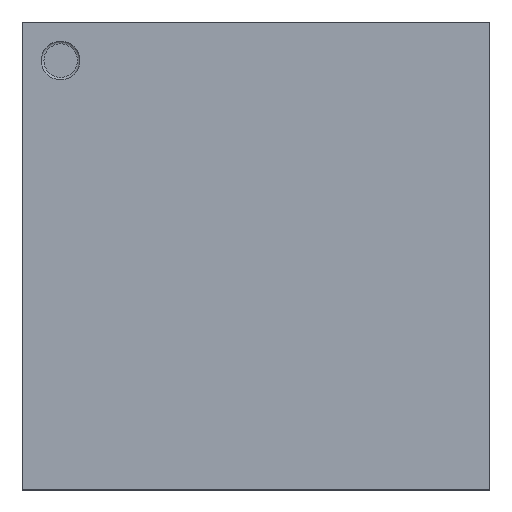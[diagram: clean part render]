
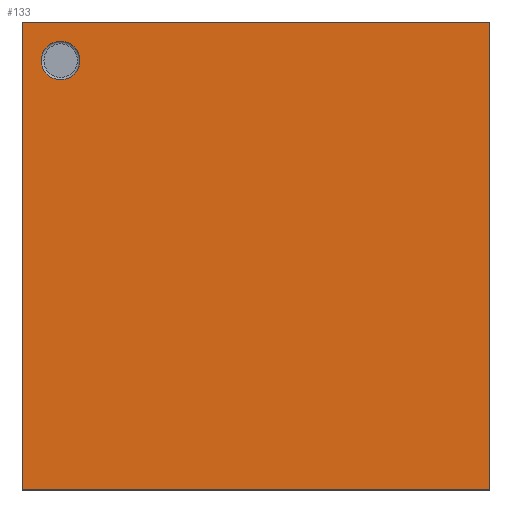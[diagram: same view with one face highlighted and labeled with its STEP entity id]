
A CAD part, top view. The second image highlights one B-rep face of the part: STEP entity #133.
In plain terms, the highlighted planar face has unit normal (0, 0, 1).
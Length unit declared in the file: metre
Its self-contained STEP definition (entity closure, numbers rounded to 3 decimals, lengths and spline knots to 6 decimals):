
#14=CIRCLE('',#156,0.000375);
#35=ORIENTED_EDGE('',*,*,#49,.F.);
#36=ORIENTED_EDGE('',*,*,#53,.T.);
#37=ORIENTED_EDGE('',*,*,#56,.T.);
#38=ORIENTED_EDGE('',*,*,#58,.F.);
#39=ORIENTED_EDGE('',*,*,#60,.F.);
#49=EDGE_CURVE('',#64,#65,#75,.T.);
#53=EDGE_CURVE('',#64,#67,#79,.T.);
#56=EDGE_CURVE('',#67,#69,#82,.T.);
#58=EDGE_CURVE('',#65,#69,#84,.T.);
#60=EDGE_CURVE('',#71,#71,#14,.T.);
#64=VERTEX_POINT('',#206);
#65=VERTEX_POINT('',#208);
#67=VERTEX_POINT('',#214);
#69=VERTEX_POINT('',#220);
#71=VERTEX_POINT('',#229);
#75=LINE('',#207,#87);
#79=LINE('',#215,#91);
#82=LINE('',#221,#94);
#84=LINE('',#224,#96);
#87=VECTOR('',#168,1.);
#91=VECTOR('',#174,1.);
#94=VECTOR('',#179,1.);
#96=VECTOR('',#183,1.);
#103=EDGE_LOOP('',(#35,#36,#37,#38));
#104=EDGE_LOOP('',(#39));
#115=FACE_BOUND('',#103,.T.);
#116=FACE_BOUND('',#104,.T.);
#125=PLANE('',#157);
#133=ADVANCED_FACE('',(#115,#116),#125,.T.);
#156=AXIS2_PLACEMENT_3D('',#228,#188,#189);
#157=AXIS2_PLACEMENT_3D('',#230,#190,#191);
#168=DIRECTION('',(0.,-1.,0.));
#174=DIRECTION('',(-1.,0.,0.));
#179=DIRECTION('',(0.,-1.,0.));
#183=DIRECTION('',(-1.,0.,0.));
#188=DIRECTION('',(0.,0.,1.));
#189=DIRECTION('',(1.,0.,0.));
#190=DIRECTION('',(0.,0.,1.));
#191=DIRECTION('',(1.,0.,0.));
#206=CARTESIAN_POINT('',(0.00455,0.00455,0.0008));
#207=CARTESIAN_POINT('',(0.00455,0.,0.0008));
#208=CARTESIAN_POINT('',(0.00455,-0.00455,0.0008));
#214=CARTESIAN_POINT('',(-0.00455,0.00455,0.0008));
#215=CARTESIAN_POINT('',(0.,0.00455,0.0008));
#220=CARTESIAN_POINT('',(-0.00455,-0.00455,0.0008));
#221=CARTESIAN_POINT('',(-0.00455,0.,0.0008));
#224=CARTESIAN_POINT('',(0.,-0.00455,0.0008));
#228=CARTESIAN_POINT('',(-0.0038,0.0038,0.0008));
#229=CARTESIAN_POINT('',(-0.003425,0.0038,0.0008));
#230=CARTESIAN_POINT('',(0.,0.,0.0008));
